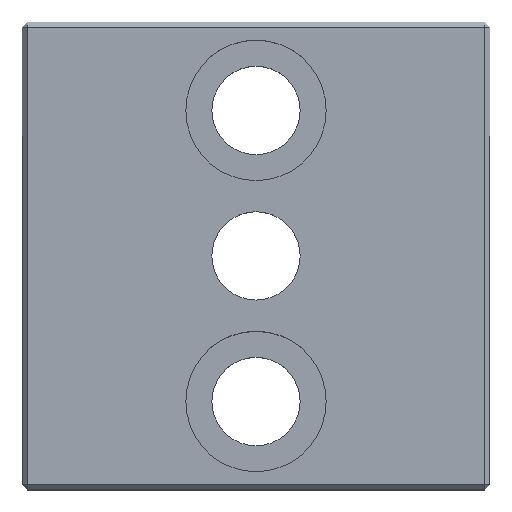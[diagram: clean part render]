
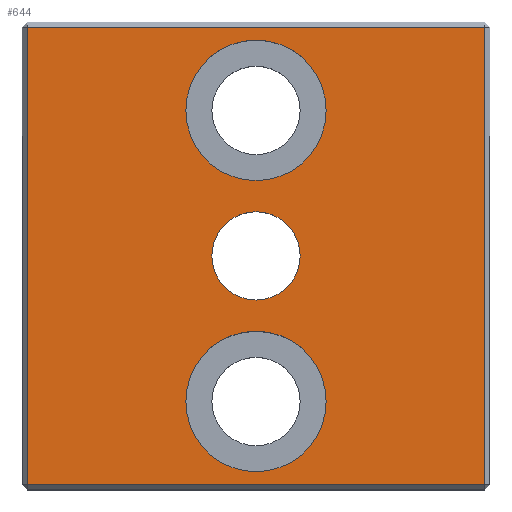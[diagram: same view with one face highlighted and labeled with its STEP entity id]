
A CAD part, top view. The second image highlights one B-rep face of the part: STEP entity #644.
In plain terms, the highlighted planar face has unit normal (0, 0, 1).
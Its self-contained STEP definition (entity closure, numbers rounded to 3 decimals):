
#147=CARTESIAN_POINT('',(44.5,44.5,10.0));
#148=VERTEX_POINT('',#147);
#203=CARTESIAN_POINT('',(44.5,0.5,10.0));
#204=VERTEX_POINT('',#203);
#275=CARTESIAN_POINT('',(0.5,44.5,10.0));
#276=VERTEX_POINT('',#275);
#299=CARTESIAN_POINT('',(0.5,0.5,10.0));
#300=VERTEX_POINT('',#299);
#337=CARTESIAN_POINT('',(0.5,0.5,10.0));
#338=DIRECTION('',(0.0,1.0,0.0));
#339=VECTOR('',#338,44.0);
#340=LINE('',#337,#339);
#341=EDGE_CURVE('',#300,#276,#340,.T.);
#381=CARTESIAN_POINT('',(44.5,0.5,10.0));
#382=DIRECTION('',(-1.0,0.0,0.0));
#383=VECTOR('',#382,44.0);
#384=LINE('',#381,#383);
#385=EDGE_CURVE('',#204,#300,#384,.T.);
#425=CARTESIAN_POINT('',(0.5,44.5,10.0));
#426=DIRECTION('',(1.0,0.0,0.0));
#427=VECTOR('',#426,44.);
#428=LINE('',#425,#427);
#429=EDGE_CURVE('',#276,#148,#428,.T.);
#513=CARTESIAN_POINT('',(44.5,44.5,10.0));
#514=DIRECTION('',(0.0,-1.0,0.0));
#515=VECTOR('',#514,44.0);
#516=LINE('',#513,#515);
#517=EDGE_CURVE('',#148,#204,#516,.T.);
#600=CARTESIAN_POINT('',(22.5,22.5,10.0));
#601=DIRECTION('',(0.0,0.0,1.0));
#602=DIRECTION('',(1.0,0.0,0.0));
#603=AXIS2_PLACEMENT_3D('',#600,#601,#602);
#604=PLANE('',#603);
#605=ORIENTED_EDGE('',*,*,#341,.F.);
#606=ORIENTED_EDGE('',*,*,#385,.F.);
#607=ORIENTED_EDGE('',*,*,#517,.F.);
#608=ORIENTED_EDGE('',*,*,#429,.F.);
#609=EDGE_LOOP('',(#605,#606,#607,#608));
#610=FACE_OUTER_BOUND('',#609,.T.);
#611=CARTESIAN_POINT('',(29.25,8.5,10.0));
#612=VERTEX_POINT('',#611);
#613=CARTESIAN_POINT('',(22.5,8.5,10.0));
#614=DIRECTION('',(0.0,0.0,-1.0));
#615=DIRECTION('',(1.0,0.0,0.0));
#616=AXIS2_PLACEMENT_3D('',#613,#614,#615);
#617=CIRCLE('',#616,6.75);
#618=EDGE_CURVE('',#612,#612,#617,.T.);
#619=ORIENTED_EDGE('',*,*,#618,.T.);
#620=EDGE_LOOP('',(#619));
#621=FACE_BOUND('',#620,.T.);
#622=CARTESIAN_POINT('',(29.25,36.5,10.0));
#623=VERTEX_POINT('',#622);
#624=CARTESIAN_POINT('',(22.5,36.5,10.0));
#625=DIRECTION('',(0.0,0.0,-1.0));
#626=DIRECTION('',(1.0,0.0,0.0));
#627=AXIS2_PLACEMENT_3D('',#624,#625,#626);
#628=CIRCLE('',#627,6.75);
#629=EDGE_CURVE('',#623,#623,#628,.T.);
#630=ORIENTED_EDGE('',*,*,#629,.T.);
#631=EDGE_LOOP('',(#630));
#632=FACE_BOUND('',#631,.T.);
#633=CARTESIAN_POINT('',(18.25,22.5,10.0));
#634=VERTEX_POINT('',#633);
#635=CARTESIAN_POINT('',(22.5,22.5,10.0));
#636=DIRECTION('',(0.0,0.0,-1.0));
#637=DIRECTION('',(-1.0,0.0,0.0));
#638=AXIS2_PLACEMENT_3D('',#635,#636,#637);
#639=CIRCLE('',#638,4.25);
#640=EDGE_CURVE('',#634,#634,#639,.T.);
#641=ORIENTED_EDGE('',*,*,#640,.T.);
#642=EDGE_LOOP('',(#641));
#643=FACE_BOUND('',#642,.T.);
#644=ADVANCED_FACE('',(#610,#621,#632,#643),#604,.T.);
